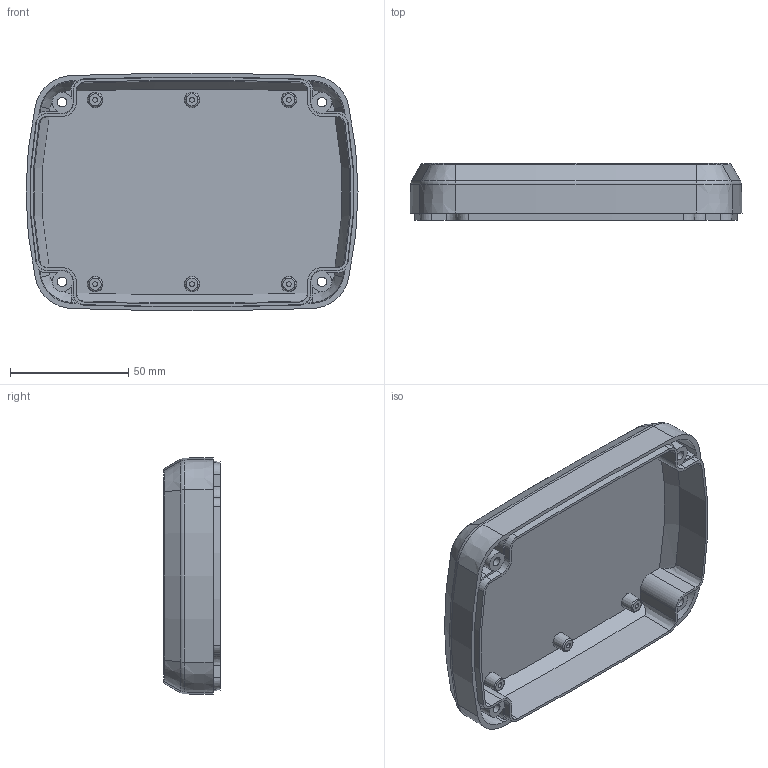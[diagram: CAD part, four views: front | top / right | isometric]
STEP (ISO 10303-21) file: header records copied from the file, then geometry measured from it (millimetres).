
FILE_DESCRIPTION((''),'2;1');
FILE_NAME('PL2943B','2017-03-02T',('昶樍'),(''),'CREO PARAMETRIC BY PTC INC, 2016260','CREO PARAMETRIC BY PTC INC, 2016260','');
FILE_SCHEMA(('CONFIG_CONTROL_DESIGN'));
Length unit declared in the file: millimetre
Products named in the file (1): PL2943B
Bounding box: 140.54 x 24 x 100.34 mm (x, y, z)
Volume: 66138.2 mm3; surface area: 49196.4 mm2
Topology: 1 solids, 1 shells, 234 faces, 572 edges, 364 vertices
Faces by surface type: cone 76, plane 62, cylinder 36, torus 36, bspline 24
Entity records: 8033 total; most frequent: CARTESIAN_POINT 2493, DIRECTION 1172, ORIENTED_EDGE 1144, EDGE_CURVE 572, AXIS2_PLACEMENT_3D 486, VERTEX_POINT 364, CIRCLE 276, EDGE_LOOP 266
